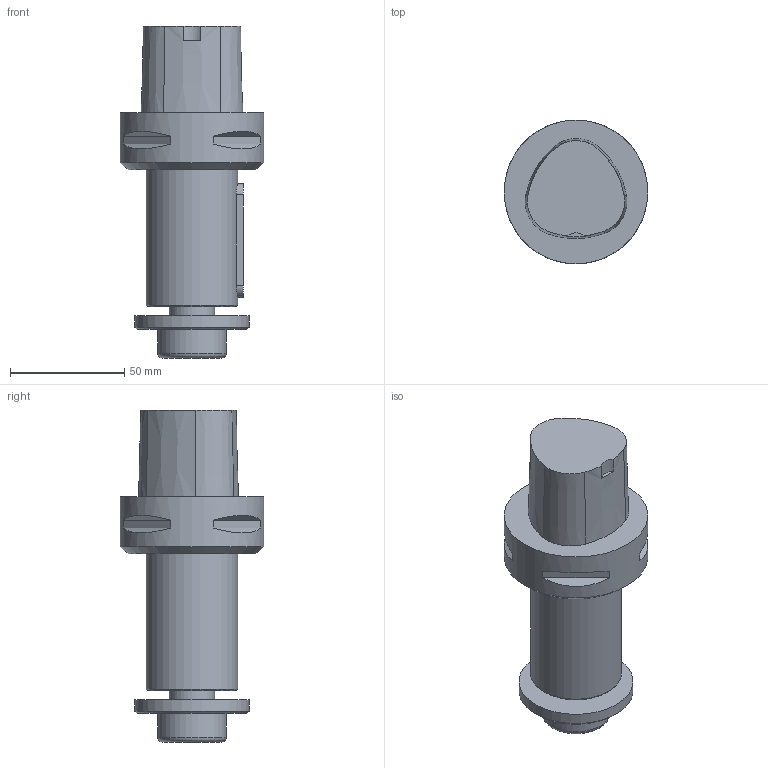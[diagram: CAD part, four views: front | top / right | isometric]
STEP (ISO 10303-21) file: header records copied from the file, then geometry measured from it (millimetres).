
FILE_DESCRIPTION(/* description */ ('3-D model version:1'),/* implementation_level */ '2;1');
FILE_NAME(/* name */ 'C6-391.10-40025',/* time_stamp */ '2016-12-02T13:51:10',/* author */ ('InteractiveCad'),/* organization */ ('AB Sandvik Coromant'),/* preprocessor_version */ 'ST-DEVELOPER v15',/* originating_system */ 'SIEMENS PLM Software NX 8.5',/* authorization */ '');
FILE_SCHEMA(('AUTOMOTIVE_DESIGN'));
Length unit declared in the file: millimetre
Products named in the file (1): C6_391_10_40025_SIM
Bounding box: 63 x 63 x 145.5 mm (x, y, z)
Volume: 228480.2 mm3; surface area: 30580 mm2
Topology: 1 solids, 1 shells, 46 faces, 95 edges, 62 vertices
Faces by surface type: plane 26, cylinder 10, cone 9, torus 1
Full cylindrical faces by diameter (mm): 20 x1, 30 x1, 40 x1, 50 x1, 63 x1
Entity records: 1298 total; most frequent: DIRECTION 226, CARTESIAN_POINT 222, ORIENTED_EDGE 172, AXIS2_PLACEMENT_3D 94, EDGE_CURVE 86, EDGE_LOOP 66, VERTEX_POINT 62, ADVANCED_FACE 46
